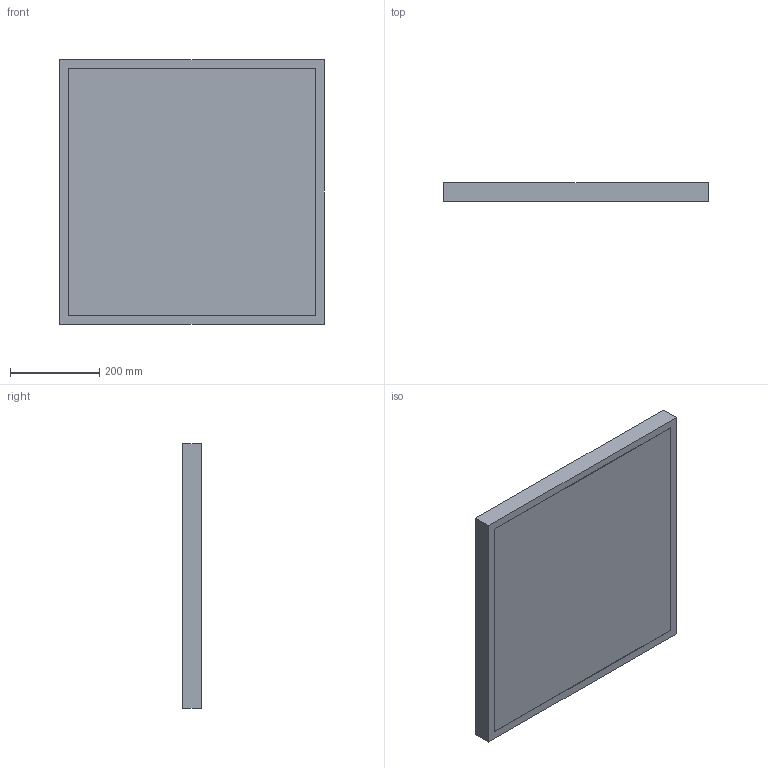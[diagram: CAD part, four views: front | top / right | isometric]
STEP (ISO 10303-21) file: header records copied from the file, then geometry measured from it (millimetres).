
FILE_DESCRIPTION (( 'STEP AP214' ), '1' );
FILE_NAME ('LDVO1-40306-30-6500-K01 Ñâåòîäèîäíàÿ ïàíåëü ÄÂÎ 40306 595õ595õ40,30Âò,6500Ê,IEK.STEP', '2017-08-16T07:09:29', ( '' ), ( '' ), 'SwSTEP 2.0', 'SolidWorks 2014', '' );
FILE_SCHEMA (( 'AUTOMOTIVE_DESIGN' ));
Length unit declared in the file: millimetre
Products named in the file (1): LDVO1-40306-30-6500-K01 Ñâåòîäèîäíàÿ ïàíåëü ÄÂÎ 40306 595õ595õ40,30Âò,6500Ê,IEK
Bounding box: 595 x 41.5 x 595 mm (x, y, z)
Volume: 9403442.2 mm3; surface area: 1527151 mm2
Topology: 1 solids, 1 shells, 27 faces, 66 edges, 44 vertices
Faces by surface type: plane 17, cylinder 10
Entity records: 850 total; most frequent: DIRECTION 142, CARTESIAN_POINT 138, ORIENTED_EDGE 132, EDGE_CURVE 66, AXIS2_PLACEMENT_3D 48, LINE 46, VECTOR 46, VERTEX_POINT 44
